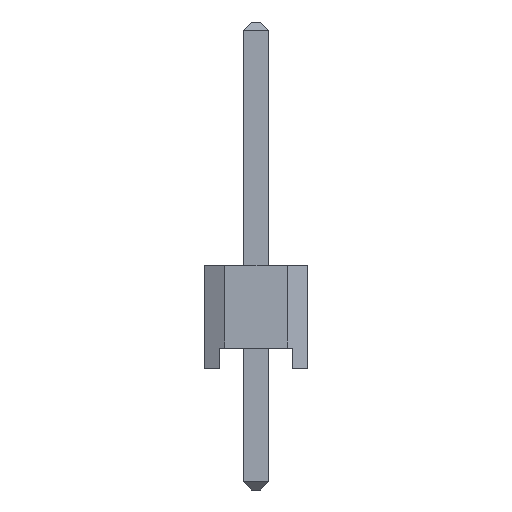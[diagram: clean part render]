
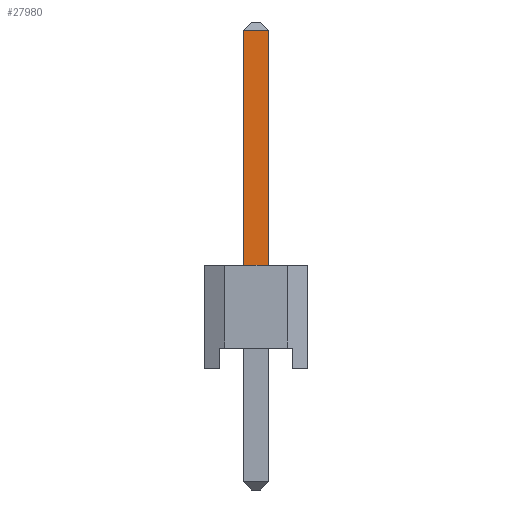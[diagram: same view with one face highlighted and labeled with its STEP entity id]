
A CAD part, left-side view. The second image highlights one B-rep face of the part: STEP entity #27980.
In plain terms, the highlighted planar face has unit normal (-1, 0, 0).
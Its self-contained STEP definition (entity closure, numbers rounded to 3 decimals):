
#4180=ORIENTED_EDGE('',*,*,#7085,.F.);
#4181=ORIENTED_EDGE('',*,*,#7798,.T.);
#4182=ORIENTED_EDGE('',*,*,#7797,.T.);
#4183=ORIENTED_EDGE('',*,*,#7799,.F.);
#7085=EDGE_CURVE('',#9489,#9486,#11655,.T.);
#7797=EDGE_CURVE('',#9883,#9884,#12367,.T.);
#7798=EDGE_CURVE('',#9489,#9883,#12368,.T.);
#7799=EDGE_CURVE('',#9486,#9884,#12369,.T.);
#9486=VERTEX_POINT('',#37430);
#9489=VERTEX_POINT('',#37435);
#9883=VERTEX_POINT('',#38889);
#9884=VERTEX_POINT('',#38893);
#11655=LINE('',#37436,#14461);
#12367=LINE('',#38900,#15173);
#12368=LINE('',#38902,#15174);
#12369=LINE('',#38903,#15175);
#14461=VECTOR('',#31735,1000.);
#15173=VECTOR('',#33159,1000.);
#15174=VECTOR('',#33162,1000.);
#15175=VECTOR('',#33163,1000.);
#16658=EDGE_LOOP('',(#4180,#4181,#4182,#4183));
#17862=FACE_BOUND('',#16658,.T.);
#18986=PLANE('',#29111);
#27980=ADVANCED_FACE('',(#17862),#18986,.F.);
#29111=AXIS2_PLACEMENT_3D('',#38901,#33160,#33161);
#31735=DIRECTION('',(0.,0.,-1.));
#33159=DIRECTION('',(0.,0.,-1.));
#33160=DIRECTION('',(1.,0.,0.));
#33161=DIRECTION('',(0.,1.,0.));
#33162=DIRECTION('',(0.,1.,0.));
#33163=DIRECTION('',(0.,1.,0.));
#37430=CARTESIAN_POINT('',(-49.85,1.27,-0.32));
#37435=CARTESIAN_POINT('',(-49.85,1.27,0.32));
#37436=CARTESIAN_POINT('',(-49.85,1.27,0.32));
#38889=CARTESIAN_POINT('',(-49.85,7.07,0.32));
#38893=CARTESIAN_POINT('',(-49.85,7.07,-0.32));
#38900=CARTESIAN_POINT('',(-49.85,7.07,-0.32));
#38901=CARTESIAN_POINT('',(-49.85,-4.27,-0.32));
#38902=CARTESIAN_POINT('',(-49.85,-4.27,0.32));
#38903=CARTESIAN_POINT('',(-49.85,-4.27,-0.32));
